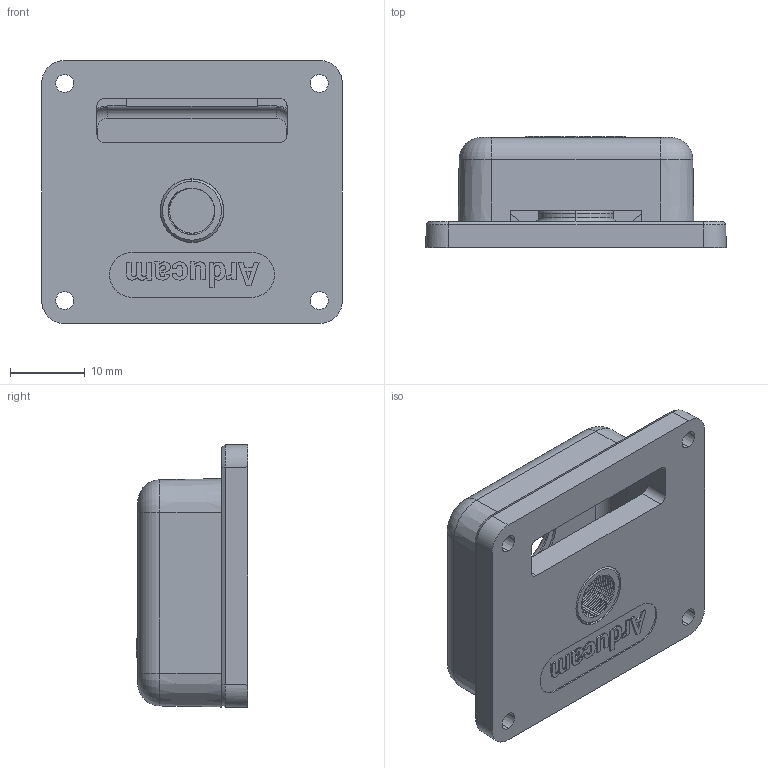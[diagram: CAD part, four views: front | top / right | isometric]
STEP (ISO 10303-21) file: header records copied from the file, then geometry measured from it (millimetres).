
FILE_DESCRIPTION (( 'STEP AP214' ), '1' );
FILE_NAME ('U6251Íâ¿Ç.STEP', '2022-11-09T02:28:00', ( '' ), ( '' ), 'SwSTEP 2.0', 'SolidWorks 2021', '' );
FILE_SCHEMA (( 'AUTOMOTIVE_DESIGN' ));
Length unit declared in the file: millimetre
Products named in the file (5): U6251俋褲; 219 V3 俋褲蹟恇諳; 519 V3 俋褲奻裔1; 1.8蹟佪; 219 V3 俋褲(new)
Assembly tree (7 placements, depth 2):
  U6251俋褲
    219 V3 俋褲(new)
    219 V3 俋褲蹟恇諳
    519 V3 俋褲奻裔1
    1.8蹟佪  x4
Bounding box: 40.12 x 14.9 x 35.12 mm (x, y, z)
Volume: 7504.9 mm3; surface area: 8477 mm2
Topology: 7 solids, 7 shells, 684 faces, 1822 edges, 1196 vertices
Faces by surface type: plane 346, cylinder 125, bspline 118, cone 73, torus 22
Entity records: 23809 total; most frequent: CARTESIAN_POINT 10820, ORIENTED_EDGE 2924, DIRECTION 2182, EDGE_CURVE 1462, VERTEX_POINT 956, LINE 888, VECTOR 888, AXIS2_PLACEMENT_3D 647
